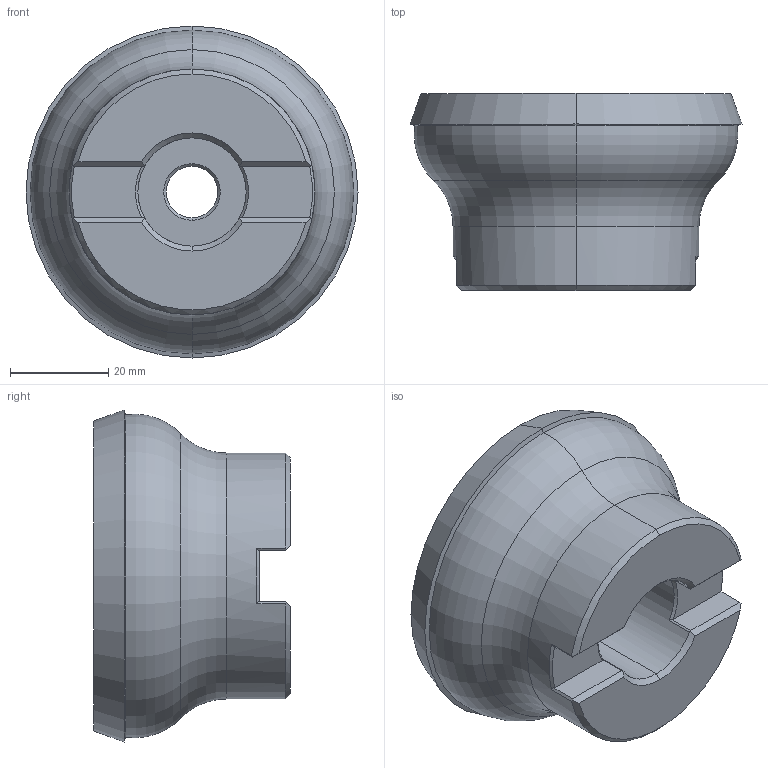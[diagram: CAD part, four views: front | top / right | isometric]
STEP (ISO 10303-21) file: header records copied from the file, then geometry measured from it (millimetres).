
FILE_DESCRIPTION (( 'STEP AP214' ), '1' );
FILE_NAME ('770M W D63-6.STEP', '2021-02-16T11:05:46', ( '' ), ( '' ), 'SwSTEP 2.0', 'SolidWorks 2016', '' );
FILE_SCHEMA (( 'AUTOMOTIVE_DESIGN' ));
Length unit declared in the file: millimetre
Products named in the file (1): 770M W D63-6
Bounding box: 67.51 x 40 x 67.51 mm (x, y, z)
Volume: 83630.8 mm3; surface area: 14928.2 mm2
Topology: 1 solids, 1 shells, 59 faces, 148 edges, 92 vertices
Faces by surface type: cone 22, plane 19, cylinder 12, torus 6
Entity records: 1838 total; most frequent: CARTESIAN_POINT 416, ORIENTED_EDGE 296, DIRECTION 290, EDGE_CURVE 148, AXIS2_PLACEMENT_3D 118, VERTEX_POINT 92, EDGE_LOOP 62, ADVANCED_FACE 59
